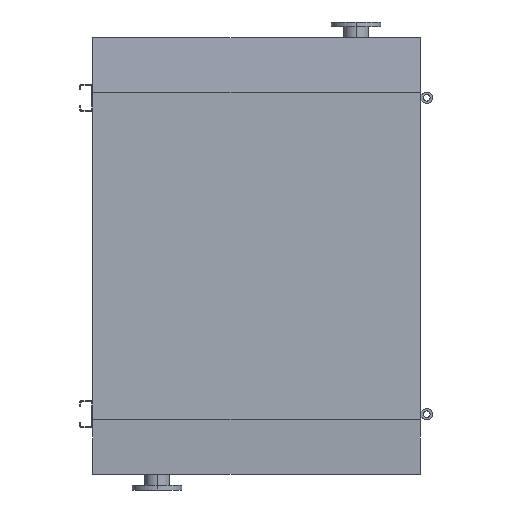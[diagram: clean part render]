
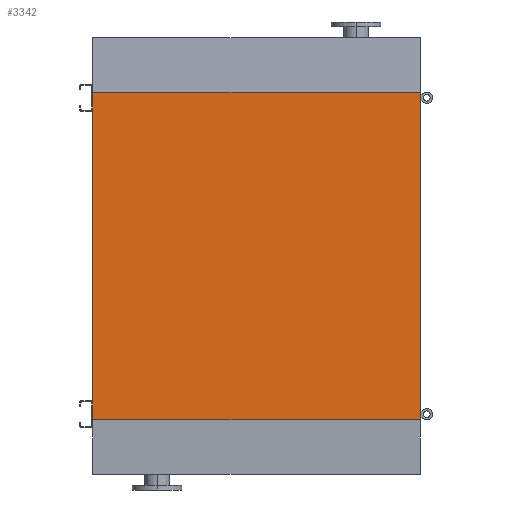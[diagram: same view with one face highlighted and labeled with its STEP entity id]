
A CAD part, front view. The second image highlights one B-rep face of the part: STEP entity #3342.
In plain terms, the highlighted planar face has unit normal (0, -1, 0).
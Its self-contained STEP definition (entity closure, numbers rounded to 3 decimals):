
#61 = LINE ( 'NONE', #3296, #2736 ) ;
#474 = ORIENTED_EDGE ( 'NONE', *, *, #1511, .T. ) ;
#610 = CARTESIAN_POINT ( 'NONE',  ( 725., 0., -1450. ) ) ;
#812 = EDGE_CURVE ( 'NONE', #3247, #4728, #1215, .T. ) ;
#894 = VERTEX_POINT ( 'NONE', #7032 ) ;
#903 = ORIENTED_EDGE ( 'NONE', *, *, #4335, .F. ) ;
#1088 = ORIENTED_EDGE ( 'NONE', *, *, #5975, .F. ) ;
#1120 = PLANE ( 'NONE',  #6511 ) ;
#1214 = VERTEX_POINT ( 'NONE', #5381 ) ;
#1215 = LINE ( 'NONE', #2304, #6985 ) ;
#1511 = EDGE_CURVE ( 'NONE', #4728, #894, #6704, .T. ) ;
#2176 = FACE_OUTER_BOUND ( 'NONE', #4426, .T. ) ;
#2197 = DIRECTION ( 'NONE',  ( 0., 0., 1. ) ) ;
#2304 = CARTESIAN_POINT ( 'NONE',  ( -725., 0., -1450. ) ) ;
#2338 = LINE ( 'NONE', #4504, #4824 ) ;
#2380 = DIRECTION ( 'NONE',  ( 1., 0., 0. ) ) ;
#2736 = VECTOR ( 'NONE', #4518, 1000. ) ;
#3119 = ORIENTED_EDGE ( 'NONE', *, *, #812, .T. ) ;
#3247 = VERTEX_POINT ( 'NONE', #6502 ) ;
#3296 = CARTESIAN_POINT ( 'NONE',  ( -725., 0., -1450. ) ) ;
#3342 = ADVANCED_FACE ( 'NONE', ( #2176 ), #1120, .T. ) ;
#3816 = DIRECTION ( 'NONE',  ( 0., 0., -1. ) ) ;
#4335 = EDGE_CURVE ( 'NONE', #1214, #894, #2338, .T. ) ;
#4426 = EDGE_LOOP ( 'NONE', ( #903, #1088, #3119, #474 ) ) ;
#4504 = CARTESIAN_POINT ( 'NONE',  ( -725., 0., 0. ) ) ;
#4518 = DIRECTION ( 'NONE',  ( 0., 0., 1. ) ) ;
#4538 = DIRECTION ( 'NONE',  ( 1., 0., 0. ) ) ;
#4728 = VERTEX_POINT ( 'NONE', #610 ) ;
#4824 = VECTOR ( 'NONE', #4538, 1000. ) ;
#4940 = VECTOR ( 'NONE', #2197, 1000. ) ;
#5381 = CARTESIAN_POINT ( 'NONE',  ( -725., 0., 0. ) ) ;
#5561 = DIRECTION ( 'NONE',  ( 0., -1., 0. ) ) ;
#5975 = EDGE_CURVE ( 'NONE', #3247, #1214, #61, .T. ) ;
#6502 = CARTESIAN_POINT ( 'NONE',  ( -725., 0., -1450. ) ) ;
#6511 = AXIS2_PLACEMENT_3D ( 'NONE', #6648, #5561, #3816 ) ;
#6648 = CARTESIAN_POINT ( 'NONE',  ( -725., 0., -1450. ) ) ;
#6704 = LINE ( 'NONE', #7194, #4940 ) ;
#6985 = VECTOR ( 'NONE', #2380, 1000. ) ;
#7032 = CARTESIAN_POINT ( 'NONE',  ( 725., 0., 0. ) ) ;
#7194 = CARTESIAN_POINT ( 'NONE',  ( 725., 0., -1450. ) ) ;
